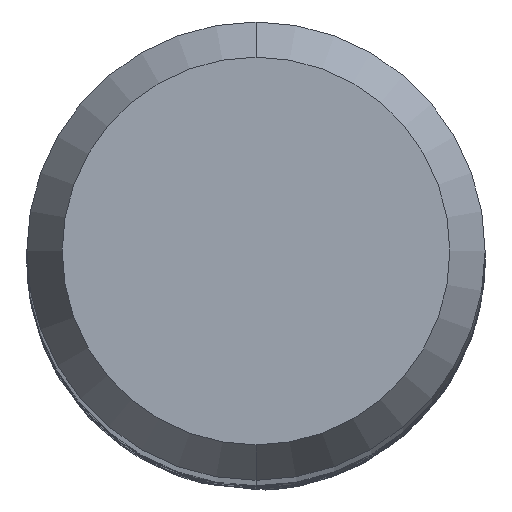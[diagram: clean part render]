
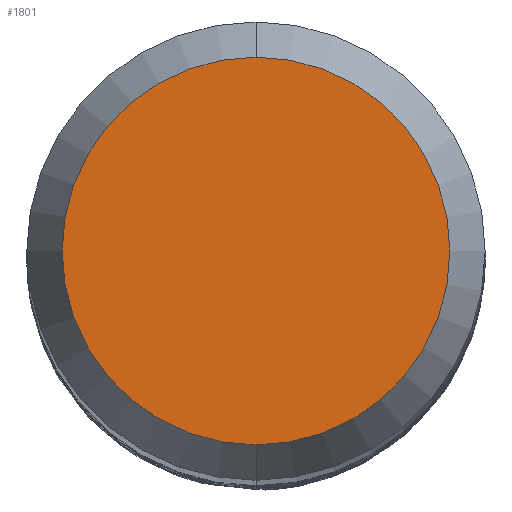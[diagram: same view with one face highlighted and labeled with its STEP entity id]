
A CAD part, top view. The second image highlights one B-rep face of the part: STEP entity #1801.
In plain terms, the highlighted planar face has unit normal (0, 0, 1).
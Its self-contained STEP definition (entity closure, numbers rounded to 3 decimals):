
#857=EDGE_CURVE('',#1543,#1637,#2145,.T.);
#927=EDGE_CURVE('',#1637,#1543,#2221,.T.);
#1543=VERTEX_POINT('',#2892);
#1637=VERTEX_POINT('',#2995);
#1801=ADVANCED_FACE('',(#3171),#3172,.T.);
#2145=CIRCLE('',#6683,2.538);
#2221=CIRCLE('',#7800,2.538);
#2892=CARTESIAN_POINT('',(0.,-2.538,0.0));
#2995=CARTESIAN_POINT('',(0.0,2.538,0.0));
#3171=FACE_OUTER_BOUND('',#21073,.T.);
#3172=PLANE('',#21074);
#6683=AXIS2_PLACEMENT_3D('',#23175,#23176,#23177);
#7800=AXIS2_PLACEMENT_3D('',#23253,#23254,#23255);
#21073=EDGE_LOOP('',(#24140,#24141));
#21074=AXIS2_PLACEMENT_3D('',#24142,#24143,#24144);
#23175=CARTESIAN_POINT('',(0.0,0.0,0.0));
#23176=DIRECTION('',(0.0,0.0,-1.0));
#23177=DIRECTION('',(0.0,1.0,0.0));
#23253=CARTESIAN_POINT('',(0.0,0.0,0.0));
#23254=DIRECTION('',(0.0,0.0,-1.0));
#23255=DIRECTION('',(0.0,1.0,0.0));
#24140=ORIENTED_EDGE('',*,*,#927,.F.);
#24141=ORIENTED_EDGE('',*,*,#857,.F.);
#24142=CARTESIAN_POINT('',(0.0,1.269,0.0));
#24143=DIRECTION('',(-0.0,0.0,1.0));
#24144=DIRECTION('',(0.0,-1.0,0.0));
